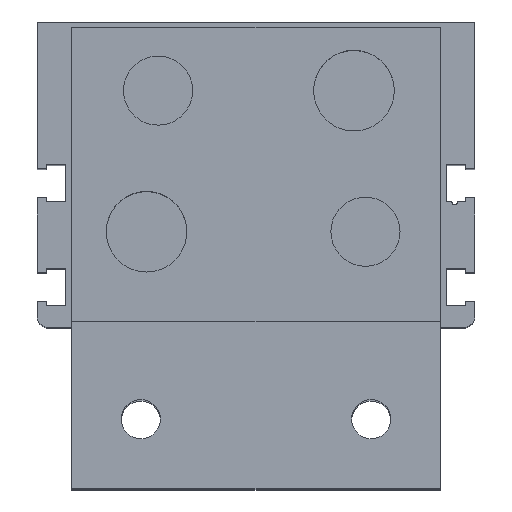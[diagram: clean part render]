
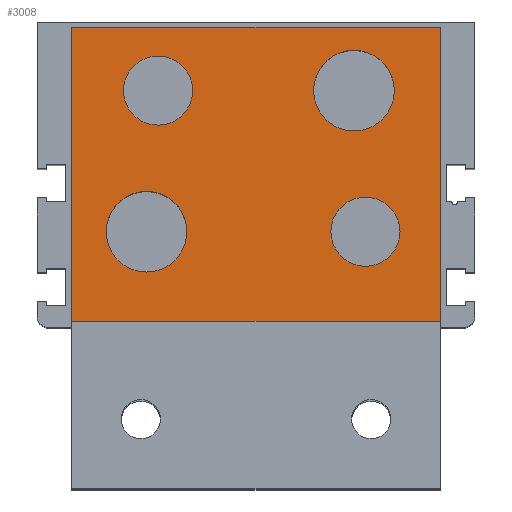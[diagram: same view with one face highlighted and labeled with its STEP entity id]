
A CAD part, top view. The second image highlights one B-rep face of the part: STEP entity #3008.
In plain terms, the highlighted planar face has unit normal (0, 0, 1).
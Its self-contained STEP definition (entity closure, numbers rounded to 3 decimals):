
#144 = CARTESIAN_POINT ( 'NONE',  ( -19., -10., 97. ) ) ;
#188 = DIRECTION ( 'NONE',  ( 1., 0., 0. ) ) ;
#189 = DIRECTION ( 'NONE',  ( 0., 0., 1. ) ) ;
#239 = AXIS2_PLACEMENT_3D ( 'NONE', #144, #189, #188 ) ;
#240 = CIRCLE ( 'NONE', #239, 7. ) ;
#242 = CARTESIAN_POINT ( 'NONE',  ( -12., -10., 97. ) ) ;
#301 = CARTESIAN_POINT ( 'NONE',  ( -23., 14.5, 97. ) ) ;
#320 = VERTEX_POINT ( 'NONE', #242 ) ;
#321 = EDGE_CURVE ( 'NONE', #2642, #320, #240, .T. ) ;
#331 = VERTEX_POINT ( 'NONE', #301 ) ;
#357 = VERTEX_POINT ( 'NONE', #3801 ) ;
#368 = VERTEX_POINT ( 'NONE', #3817 ) ;
#373 = EDGE_CURVE ( 'NONE', #368, #357, #3281, .T. ) ;
#434 = FACE_BOUND ( 'NONE', #3020, .T. ) ;
#435 = FACE_BOUND ( 'NONE', #3039, .T. ) ;
#436 = FACE_BOUND ( 'NONE', #3037, .T. ) ;
#437 = FACE_OUTER_BOUND ( 'NONE', #3026, .T. ) ;
#438 = FACE_BOUND ( 'NONE', #3002, .T. ) ;
#439 = CIRCLE ( 'NONE', #573, 6. ) ;
#440 = DIRECTION ( 'NONE',  ( 1., 0., 0. ) ) ;
#441 = DIRECTION ( 'NONE',  ( 0., 1., 0. ) ) ;
#442 = VECTOR ( 'NONE', #441, 1000. ) ;
#443 = CARTESIAN_POINT ( 'NONE',  ( 32., 25.5, 97. ) ) ;
#444 = LINE ( 'NONE', #443, #442 ) ;
#448 = DIRECTION ( 'NONE',  ( 0., -1., 0. ) ) ;
#449 = VECTOR ( 'NONE', #448, 1000. ) ;
#450 = CARTESIAN_POINT ( 'NONE',  ( -32., 25.5, 97. ) ) ;
#451 = LINE ( 'NONE', #450, #449 ) ;
#452 = AXIS2_PLACEMENT_3D ( 'NONE', #493, #576, #492 ) ;
#455 = CIRCLE ( 'NONE', #521, 7. ) ;
#465 = PLANE ( 'NONE',  #452 ) ;
#466 = CARTESIAN_POINT ( 'NONE',  ( -19., -10., 97. ) ) ;
#467 = DIRECTION ( 'NONE',  ( 1., 0., 0. ) ) ;
#468 = DIRECTION ( 'NONE',  ( 0., 0., 1. ) ) ;
#469 = CIRCLE ( 'NONE', #570, 7. ) ;
#488 = CARTESIAN_POINT ( 'NONE',  ( -32., 25.5, 97. ) ) ;
#489 = CARTESIAN_POINT ( 'NONE',  ( 32., -25.5, 97. ) ) ;
#490 = DIRECTION ( 'NONE',  ( -1., 0., 0. ) ) ;
#491 = VECTOR ( 'NONE', #490, 1000. ) ;
#492 = DIRECTION ( 'NONE',  ( 1., 0., 0. ) ) ;
#493 = CARTESIAN_POINT ( 'NONE',  ( -32., -54.5, 97. ) ) ;
#494 = DIRECTION ( 'NONE',  ( 1., 0., 0. ) ) ;
#495 = DIRECTION ( 'NONE',  ( -1., 0., 0. ) ) ;
#496 = VECTOR ( 'NONE', #495, 1000. ) ;
#497 = CARTESIAN_POINT ( 'NONE',  ( -32., 25.5, 97. ) ) ;
#521 = AXIS2_PLACEMENT_3D ( 'NONE', #575, #468, #467 ) ;
#529 = CARTESIAN_POINT ( 'NONE',  ( -32., -25.5, 97. ) ) ;
#530 = LINE ( 'NONE', #529, #491 ) ;
#531 = CIRCLE ( 'NONE', #539, 6. ) ;
#532 = CARTESIAN_POINT ( 'NONE',  ( -32., -25.5, 97. ) ) ;
#537 = DIRECTION ( 'NONE',  ( 0., 0., 1. ) ) ;
#538 = CARTESIAN_POINT ( 'NONE',  ( -17., 14.5, 97. ) ) ;
#539 = AXIS2_PLACEMENT_3D ( 'NONE', #538, #537, #494 ) ;
#540 = LINE ( 'NONE', #497, #496 ) ;
#541 = CARTESIAN_POINT ( 'NONE',  ( 32., 25.5, 97. ) ) ;
#568 = DIRECTION ( 'NONE',  ( 1., 0., 0. ) ) ;
#569 = DIRECTION ( 'NONE',  ( 0., 0., 1. ) ) ;
#570 = AXIS2_PLACEMENT_3D ( 'NONE', #466, #569, #568 ) ;
#571 = DIRECTION ( 'NONE',  ( 0., 0., 1. ) ) ;
#572 = CARTESIAN_POINT ( 'NONE',  ( 19., -10., 97. ) ) ;
#573 = AXIS2_PLACEMENT_3D ( 'NONE', #572, #571, #440 ) ;
#575 = CARTESIAN_POINT ( 'NONE',  ( 17., 14.5, 97. ) ) ;
#576 = DIRECTION ( 'NONE',  ( 0., 0., 1. ) ) ;
#1665 = CARTESIAN_POINT ( 'NONE',  ( -26., -10., 97. ) ) ;
#1761 = CARTESIAN_POINT ( 'NONE',  ( 25., -10., 97. ) ) ;
#1797 = CARTESIAN_POINT ( 'NONE',  ( 13., -10., 97. ) ) ;
#1817 = CARTESIAN_POINT ( 'NONE',  ( 19., -10., 97. ) ) ;
#1818 = CIRCLE ( 'NONE', #1826, 6. ) ;
#1824 = DIRECTION ( 'NONE',  ( 1., 0., 0. ) ) ;
#1825 = DIRECTION ( 'NONE',  ( 0., 0., 1. ) ) ;
#1826 = AXIS2_PLACEMENT_3D ( 'NONE', #1817, #1825, #1824 ) ;
#1827 = CARTESIAN_POINT ( 'NONE',  ( -11., 14.5, 97. ) ) ;
#1858 = DIRECTION ( 'NONE',  ( 1., 0., 0. ) ) ;
#1860 = CIRCLE ( 'NONE', #1867, 6. ) ;
#1861 = DIRECTION ( 'NONE',  ( 0., 0., 1. ) ) ;
#1863 = CARTESIAN_POINT ( 'NONE',  ( -17., 14.5, 97. ) ) ;
#1867 = AXIS2_PLACEMENT_3D ( 'NONE', #1863, #1861, #1858 ) ;
#2642 = VERTEX_POINT ( 'NONE', #1665 ) ;
#2680 = VERTEX_POINT ( 'NONE', #1761 ) ;
#2710 = VERTEX_POINT ( 'NONE', #1797 ) ;
#2718 = EDGE_CURVE ( 'NONE', #2680, #2710, #1818, .T. ) ;
#2723 = VERTEX_POINT ( 'NONE', #1827 ) ;
#2733 = EDGE_CURVE ( 'NONE', #2723, #331, #1860, .T. ) ;
#3002 = EDGE_LOOP ( 'NONE', ( #3019, #3012 ) ) ;
#3008 = ADVANCED_FACE ( 'NONE', ( #434, #438, #437, #436, #435 ), #465, .T. ) ;
#3009 = VERTEX_POINT ( 'NONE', #541 ) ;
#3012 = ORIENTED_EDGE ( 'NONE', *, *, #373, .F. ) ;
#3018 = ORIENTED_EDGE ( 'NONE', *, *, #2718, .F. ) ;
#3019 = ORIENTED_EDGE ( 'NONE', *, *, #3022, .F. ) ;
#3020 = EDGE_LOOP ( 'NONE', ( #3023, #3021 ) ) ;
#3021 = ORIENTED_EDGE ( 'NONE', *, *, #321, .F. ) ;
#3022 = EDGE_CURVE ( 'NONE', #357, #368, #455, .T. ) ;
#3023 = ORIENTED_EDGE ( 'NONE', *, *, #3024, .F. ) ;
#3024 = EDGE_CURVE ( 'NONE', #320, #2642, #469, .T. ) ;
#3025 = EDGE_CURVE ( 'NONE', #2710, #2680, #439, .T. ) ;
#3026 = EDGE_LOOP ( 'NONE', ( #3033, #3027, #3035, #3055 ) ) ;
#3027 = ORIENTED_EDGE ( 'NONE', *, *, #3028, .T. ) ;
#3028 = EDGE_CURVE ( 'NONE', #3030, #3009, #444, .T. ) ;
#3029 = EDGE_CURVE ( 'NONE', #3030, #3032, #530, .T. ) ;
#3030 = VERTEX_POINT ( 'NONE', #489 ) ;
#3031 = VERTEX_POINT ( 'NONE', #488 ) ;
#3032 = VERTEX_POINT ( 'NONE', #532 ) ;
#3033 = ORIENTED_EDGE ( 'NONE', *, *, #3029, .F. ) ;
#3034 = EDGE_CURVE ( 'NONE', #331, #2723, #531, .T. ) ;
#3035 = ORIENTED_EDGE ( 'NONE', *, *, #3036, .T. ) ;
#3036 = EDGE_CURVE ( 'NONE', #3009, #3031, #540, .T. ) ;
#3037 = EDGE_LOOP ( 'NONE', ( #3056, #3018 ) ) ;
#3038 = ORIENTED_EDGE ( 'NONE', *, *, #3034, .F. ) ;
#3039 = EDGE_LOOP ( 'NONE', ( #3038, #3053 ) ) ;
#3053 = ORIENTED_EDGE ( 'NONE', *, *, #2733, .F. ) ;
#3054 = EDGE_CURVE ( 'NONE', #3031, #3032, #451, .T. ) ;
#3055 = ORIENTED_EDGE ( 'NONE', *, *, #3054, .T. ) ;
#3056 = ORIENTED_EDGE ( 'NONE', *, *, #3025, .F. ) ;
#3278 = CARTESIAN_POINT ( 'NONE',  ( 17., 14.5, 97. ) ) ;
#3281 = CIRCLE ( 'NONE', #3284, 7. ) ;
#3282 = DIRECTION ( 'NONE',  ( 1., 0., 0. ) ) ;
#3283 = DIRECTION ( 'NONE',  ( 0., 0., 1. ) ) ;
#3284 = AXIS2_PLACEMENT_3D ( 'NONE', #3278, #3283, #3282 ) ;
#3801 = CARTESIAN_POINT ( 'NONE',  ( 24., 14.5, 97. ) ) ;
#3817 = CARTESIAN_POINT ( 'NONE',  ( 10., 14.5, 97. ) ) ;
